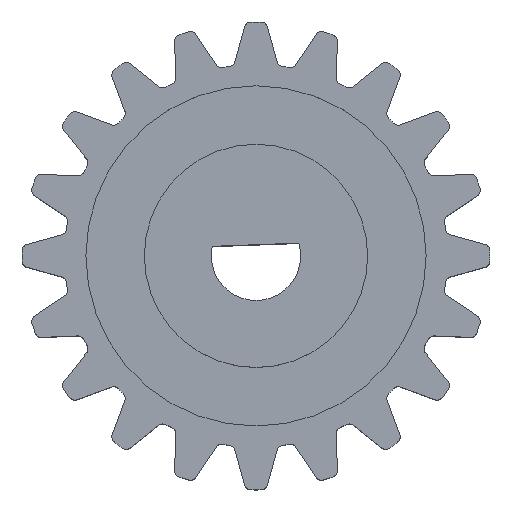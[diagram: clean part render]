
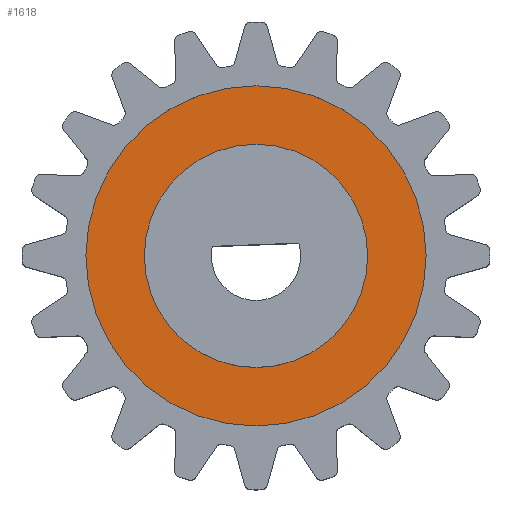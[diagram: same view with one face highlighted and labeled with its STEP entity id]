
A CAD part, top view. The second image highlights one B-rep face of the part: STEP entity #1618.
In plain terms, the highlighted planar face has unit normal (0, 0, 1).
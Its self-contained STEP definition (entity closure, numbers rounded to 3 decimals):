
#244 = CARTESIAN_POINT ( 'NONE',  ( -8., 0., -1. ) ) ;
#367 = CARTESIAN_POINT ( 'NONE',  ( 0., 0., -1. ) ) ;
#395 = AXIS2_PLACEMENT_3D ( 'NONE', #6701, #4088, #6170 ) ;
#411 = DIRECTION ( 'NONE',  ( 1., 0., 0. ) ) ;
#466 = CARTESIAN_POINT ( 'NONE',  ( -5.25, 0., -1. ) ) ;
#525 = EDGE_CURVE ( 'NONE', #5291, #4256, #1444, .T. ) ;
#698 = CARTESIAN_POINT ( 'NONE',  ( 0., 0., -1. ) ) ;
#963 = CARTESIAN_POINT ( 'NONE',  ( 5.25, 0., -1. ) ) ;
#1055 = VERTEX_POINT ( 'NONE', #466 ) ;
#1079 = PLANE ( 'NONE',  #1767 ) ;
#1155 = DIRECTION ( 'NONE',  ( 0., 0., 1. ) ) ;
#1184 = EDGE_CURVE ( 'NONE', #4256, #5291, #3725, .T. ) ;
#1390 = CIRCLE ( 'NONE', #395, 5.25 ) ;
#1444 = CIRCLE ( 'NONE', #5401, 8. ) ;
#1618 = ADVANCED_FACE ( 'NONE', ( #6464, #3161 ), #1079, .T. ) ;
#1706 = DIRECTION ( 'NONE',  ( 1., 0., 0. ) ) ;
#1767 = AXIS2_PLACEMENT_3D ( 'NONE', #698, #5273, #2781 ) ;
#1818 = ORIENTED_EDGE ( 'NONE', *, *, #3756, .F. ) ;
#1946 = ORIENTED_EDGE ( 'NONE', *, *, #525, .T. ) ;
#2287 = EDGE_CURVE ( 'NONE', #1055, #6208, #1390, .T. ) ;
#2366 = AXIS2_PLACEMENT_3D ( 'NONE', #367, #2456, #2487 ) ;
#2456 = DIRECTION ( 'NONE',  ( 0., 0., 1. ) ) ;
#2470 = CARTESIAN_POINT ( 'NONE',  ( 0., 0., -1. ) ) ;
#2487 = DIRECTION ( 'NONE',  ( 1., 0., 0. ) ) ;
#2571 = CIRCLE ( 'NONE', #2366, 5.25 ) ;
#2781 = DIRECTION ( 'NONE',  ( 1., 0., 0. ) ) ;
#3061 = ORIENTED_EDGE ( 'NONE', *, *, #1184, .T. ) ;
#3161 = FACE_OUTER_BOUND ( 'NONE', #3932, .T. ) ;
#3170 = AXIS2_PLACEMENT_3D ( 'NONE', #3205, #1155, #1706 ) ;
#3205 = CARTESIAN_POINT ( 'NONE',  ( 0., 0., -1. ) ) ;
#3640 = CARTESIAN_POINT ( 'NONE',  ( 8., 0., -1. ) ) ;
#3725 = CIRCLE ( 'NONE', #3170, 8. ) ;
#3756 = EDGE_CURVE ( 'NONE', #6208, #1055, #2571, .T. ) ;
#3932 = EDGE_LOOP ( 'NONE', ( #1946, #3061 ) ) ;
#4088 = DIRECTION ( 'NONE',  ( 0., 0., 1. ) ) ;
#4256 = VERTEX_POINT ( 'NONE', #244 ) ;
#4349 = ORIENTED_EDGE ( 'NONE', *, *, #2287, .F. ) ;
#5058 = DIRECTION ( 'NONE',  ( 0., 0., 1. ) ) ;
#5273 = DIRECTION ( 'NONE',  ( 0., 0., 1. ) ) ;
#5291 = VERTEX_POINT ( 'NONE', #3640 ) ;
#5401 = AXIS2_PLACEMENT_3D ( 'NONE', #2470, #5058, #411 ) ;
#5452 = EDGE_LOOP ( 'NONE', ( #1818, #4349 ) ) ;
#6170 = DIRECTION ( 'NONE',  ( 1., 0., 0. ) ) ;
#6208 = VERTEX_POINT ( 'NONE', #963 ) ;
#6464 = FACE_BOUND ( 'NONE', #5452, .T. ) ;
#6701 = CARTESIAN_POINT ( 'NONE',  ( 0., 0., -1. ) ) ;
